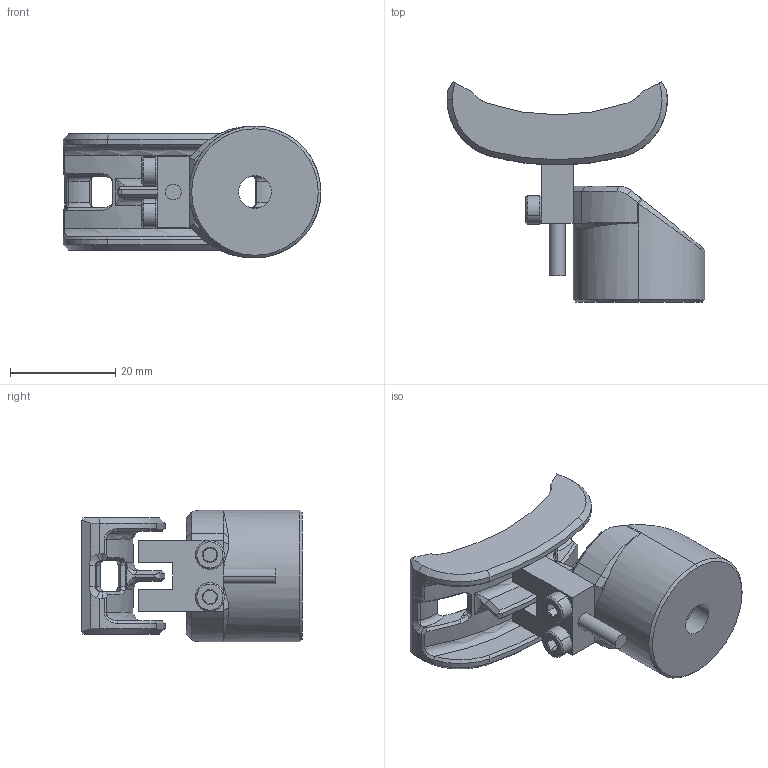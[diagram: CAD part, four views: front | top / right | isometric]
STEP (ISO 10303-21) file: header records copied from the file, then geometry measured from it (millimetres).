
FILE_DESCRIPTION (( 'STEP AP214' ), '1' );
FILE_NAME ('1225-11114 - Rev01 .step', '2019-07-15T14:09:45', ( '' ), ( '' ), 'SwSTEP 2.0', 'SolidWorks 2019', '' );
FILE_SCHEMA (( 'AUTOMOTIVE_DESIGN' ));
Length unit declared in the file: millimetre
Products named in the file (5): 1225-10943_91292A112; 1225-10976; 1225-10925; 1225-11114 - Rev01 ; 1225-10994
Assembly tree (5 placements, depth 2):
  1225-11114 - Rev01 
    1225-10925
    1225-10976
    1225-10994
    1225-10943_91292A112  x2
Bounding box: 48.87 x 41.79 x 25 mm (x, y, z)
Volume: 13289.1 mm3; surface area: 8005.1 mm2
Topology: 5 solids, 5 shells, 403 faces, 1032 edges, 639 vertices
Faces by surface type: cylinder 191, plane 82, cone 68, bspline 44, torus 18
Entity records: 15209 total; most frequent: CARTESIAN_POINT 8300, ORIENTED_EDGE 1558, DIRECTION 1183, EDGE_CURVE 779, VERTEX_POINT 479, AXIS2_PLACEMENT_3D 466, EDGE_LOOP 326, FACE_OUTER_BOUND 310
